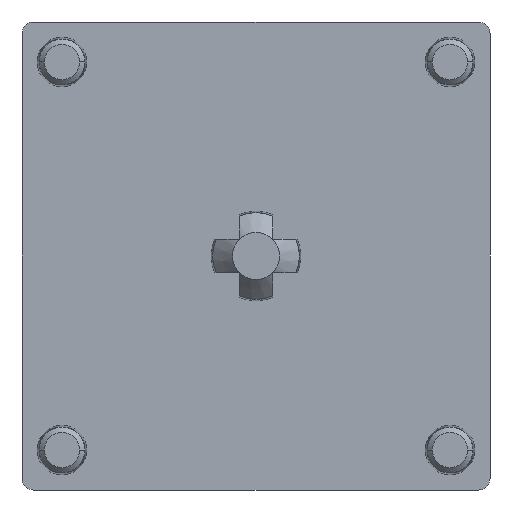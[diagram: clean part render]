
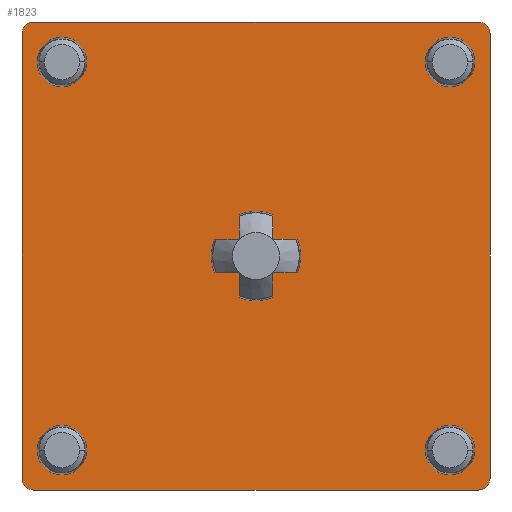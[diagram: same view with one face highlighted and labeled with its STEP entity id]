
A CAD part, front view. The second image highlights one B-rep face of the part: STEP entity #1823.
In plain terms, the highlighted planar face has unit normal (0, -1, 0).
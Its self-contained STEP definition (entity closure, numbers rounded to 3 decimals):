
#329=CARTESIAN_POINT('',(18.9,0.,-18.9));
#330=DIRECTION('',(0.,-1.,0.));
#331=DIRECTION('',(0.,0.,-1.));
#332=AXIS2_PLACEMENT_3D('',#329,#330,#331);
#338=DIRECTION('',(-1.,0.,0.));
#339=VECTOR('',#338,37.8);
#340=CARTESIAN_POINT('',(18.9,0.,-19.9));
#341=LINE('',#340,#339);
#345=CARTESIAN_POINT('',(-18.9,0.,-18.9));
#346=DIRECTION('',(0.,-1.,0.));
#347=DIRECTION('',(-1.,0.,0.));
#348=AXIS2_PLACEMENT_3D('',#345,#346,#347);
#353=DIRECTION('',(0.,0.,1.));
#354=VECTOR('',#353,37.8);
#355=CARTESIAN_POINT('',(-19.9,0.,-18.9));
#356=LINE('',#355,#354);
#360=CARTESIAN_POINT('',(-18.9,0.,18.9));
#361=DIRECTION('',(0.,-1.,0.));
#362=DIRECTION('',(0.,0.,1.));
#363=AXIS2_PLACEMENT_3D('',#360,#361,#362);
#368=DIRECTION('',(1.,0.,0.));
#369=VECTOR('',#368,37.8);
#370=CARTESIAN_POINT('',(-18.9,0.,19.9));
#371=LINE('',#370,#369);
#375=CARTESIAN_POINT('',(18.9,0.,18.9));
#376=DIRECTION('',(0.,-1.,0.));
#377=DIRECTION('',(1.,0.,0.));
#378=AXIS2_PLACEMENT_3D('',#375,#376,#377);
#383=DIRECTION('',(0.,0.,-1.));
#384=VECTOR('',#383,37.8);
#385=CARTESIAN_POINT('',(19.9,0.,18.9));
#386=LINE('',#385,#384);
#390=DIRECTION('',(1.,0.,0.));
#391=VECTOR('',#390,2.113);
#392=CARTESIAN_POINT('',(1.414,0.,1.414));
#393=LINE('',#392,#391);
#397=DIRECTION('',(0.,0.,-1.));
#398=VECTOR('',#397,2.113);
#399=CARTESIAN_POINT('',(1.414,0.,3.527));
#400=LINE('',#399,#398);
#404=CARTESIAN_POINT('',(0.,0.,0.));
#405=DIRECTION('',(0.,-1.,0.));
#406=DIRECTION('',(0.372,0.,0.928));
#407=AXIS2_PLACEMENT_3D('',#404,#405,#406);
#412=DIRECTION('',(0.,0.,1.));
#413=VECTOR('',#412,2.113);
#414=CARTESIAN_POINT('',(-1.414,0.,1.414));
#415=LINE('',#414,#413);
#419=DIRECTION('',(1.,0.,0.));
#420=VECTOR('',#419,2.113);
#421=CARTESIAN_POINT('',(-3.527,0.,1.414));
#422=LINE('',#421,#420);
#426=DIRECTION('',(-1.,0.,0.));
#427=VECTOR('',#426,2.113);
#428=CARTESIAN_POINT('',(-1.414,0.,-1.414));
#429=LINE('',#428,#427);
#433=DIRECTION('',(0.,0.,1.));
#434=VECTOR('',#433,2.113);
#435=CARTESIAN_POINT('',(-1.414,0.,-3.527));
#436=LINE('',#435,#434);
#440=CARTESIAN_POINT('',(0.,0.,0.));
#441=DIRECTION('',(0.,-1.,0.));
#442=DIRECTION('',(-0.372,0.,-0.928));
#443=AXIS2_PLACEMENT_3D('',#440,#441,#442);
#448=DIRECTION('',(0.,0.,-1.));
#449=VECTOR('',#448,2.113);
#450=CARTESIAN_POINT('',(1.414,0.,-1.414));
#451=LINE('',#450,#449);
#455=DIRECTION('',(-1.,0.,0.));
#456=VECTOR('',#455,2.113);
#457=CARTESIAN_POINT('',(3.527,0.,-1.414));
#458=LINE('',#457,#456);
#462=CARTESIAN_POINT('',(-16.5,0.,-16.5));
#463=DIRECTION('',(0.,-1.,0.));
#464=DIRECTION('',(1.,0.,0.));
#465=AXIS2_PLACEMENT_3D('',#462,#463,#464);
#470=CARTESIAN_POINT('',(-16.5,0.,-16.5));
#471=DIRECTION('',(0.,-1.,0.));
#472=DIRECTION('',(-1.,0.,0.));
#473=AXIS2_PLACEMENT_3D('',#470,#471,#472);
#478=CARTESIAN_POINT('',(16.5,0.,-16.5));
#479=DIRECTION('',(0.,1.,0.));
#480=DIRECTION('',(-1.,0.,0.));
#481=AXIS2_PLACEMENT_3D('',#478,#479,#480);
#486=CARTESIAN_POINT('',(16.5,0.,-16.5));
#487=DIRECTION('',(0.,1.,0.));
#488=DIRECTION('',(1.,0.,0.));
#489=AXIS2_PLACEMENT_3D('',#486,#487,#488);
#494=CARTESIAN_POINT('',(-16.5,0.,16.5));
#495=DIRECTION('',(0.,1.,0.));
#496=DIRECTION('',(1.,0.,0.));
#497=AXIS2_PLACEMENT_3D('',#494,#495,#496);
#502=CARTESIAN_POINT('',(-16.5,0.,16.5));
#503=DIRECTION('',(0.,1.,0.));
#504=DIRECTION('',(-1.,0.,0.));
#505=AXIS2_PLACEMENT_3D('',#502,#503,#504);
#510=CARTESIAN_POINT('',(16.5,0.,16.5));
#511=DIRECTION('',(0.,-1.,0.));
#512=DIRECTION('',(-1.,0.,0.));
#513=AXIS2_PLACEMENT_3D('',#510,#511,#512);
#518=CARTESIAN_POINT('',(16.5,0.,16.5));
#519=DIRECTION('',(0.,-1.,0.));
#520=DIRECTION('',(1.,0.,0.));
#521=AXIS2_PLACEMENT_3D('',#518,#519,#520);
#1070=CARTESIAN_POINT('',(-1.414,0.,3.527));
#1078=CARTESIAN_POINT('',(1.414,0.,3.527));
#1094=CARTESIAN_POINT('',(-1.414,0.,-3.527));
#1110=CARTESIAN_POINT('',(1.414,0.,-3.527));
#1118=CARTESIAN_POINT('',(0.,0.,0.));
#1119=DIRECTION('',(0.,1.,0.));
#1120=DIRECTION('',(-0.928,0.,-0.372));
#1121=AXIS2_PLACEMENT_3D('',#1118,#1119,#1120);
#1126=CARTESIAN_POINT('',(-3.527,0.,1.414));
#1134=CARTESIAN_POINT('',(-3.527,0.,-1.414));
#1142=CARTESIAN_POINT('',(3.527,0.,1.414));
#1150=CARTESIAN_POINT('',(0.,0.,0.));
#1151=DIRECTION('',(0.,1.,0.));
#1152=DIRECTION('',(0.928,0.,0.372));
#1153=AXIS2_PLACEMENT_3D('',#1150,#1151,#1152);
#1158=CARTESIAN_POINT('',(3.527,0.,-1.414));
#1614=CARTESIAN_POINT('',(-1.414,0.,-1.414));
#1615=VERTEX_POINT('',#1614);
#1616=CARTESIAN_POINT('',(-1.414,0.,1.414));
#1617=VERTEX_POINT('',#1616);
#1618=CARTESIAN_POINT('',(1.414,0.,-1.414));
#1619=VERTEX_POINT('',#1618);
#1620=CARTESIAN_POINT('',(1.414,0.,1.414));
#1621=VERTEX_POINT('',#1620);
#1622=VERTEX_POINT('',#1094);
#1624=VERTEX_POINT('',#1134);
#1626=VERTEX_POINT('',#1158);
#1628=VERTEX_POINT('',#1110);
#1630=VERTEX_POINT('',#1126);
#1632=VERTEX_POINT('',#1070);
#1634=VERTEX_POINT('',#1078);
#1636=VERTEX_POINT('',#1142);
#1638=CARTESIAN_POINT('',(18.9,0.,-19.9));
#1639=CARTESIAN_POINT('',(19.9,0.,-18.9));
#1640=VERTEX_POINT('',#1638);
#1641=VERTEX_POINT('',#1639);
#1642=CARTESIAN_POINT('',(-19.9,0.,-18.9));
#1643=CARTESIAN_POINT('',(-18.9,0.,-19.9));
#1644=VERTEX_POINT('',#1642);
#1645=VERTEX_POINT('',#1643);
#1646=CARTESIAN_POINT('',(-18.9,0.,19.9));
#1647=CARTESIAN_POINT('',(-19.9,0.,18.9));
#1648=VERTEX_POINT('',#1646);
#1649=VERTEX_POINT('',#1647);
#1650=CARTESIAN_POINT('',(19.9,0.,18.9));
#1651=CARTESIAN_POINT('',(18.9,0.,19.9));
#1652=VERTEX_POINT('',#1650);
#1653=VERTEX_POINT('',#1651);
#1710=CARTESIAN_POINT('',(-18.6,0.,-16.5));
#1711=VERTEX_POINT('',#1710);
#1712=CARTESIAN_POINT('',(-14.4,0.,-16.5));
#1713=VERTEX_POINT('',#1712);
#1722=CARTESIAN_POINT('',(18.6,0.,-16.5));
#1723=VERTEX_POINT('',#1722);
#1724=CARTESIAN_POINT('',(14.4,0.,-16.5));
#1725=VERTEX_POINT('',#1724);
#1734=CARTESIAN_POINT('',(-18.6,0.,16.5));
#1735=VERTEX_POINT('',#1734);
#1736=CARTESIAN_POINT('',(-14.4,0.,16.5));
#1737=VERTEX_POINT('',#1736);
#1746=CARTESIAN_POINT('',(18.6,0.,16.5));
#1747=VERTEX_POINT('',#1746);
#1748=CARTESIAN_POINT('',(14.4,0.,16.5));
#1749=VERTEX_POINT('',#1748);
#1750=CARTESIAN_POINT('',(0.,0.,0.));
#1751=DIRECTION('',(0.,1.,0.));
#1752=DIRECTION('',(1.,0.,0.));
#1753=AXIS2_PLACEMENT_3D('',#1750,#1751,#1752);
#1754=PLANE('',#1753);
#1756=ORIENTED_EDGE('',*,*,#1755,.F.);
#1758=ORIENTED_EDGE('',*,*,#1757,.T.);
#1760=ORIENTED_EDGE('',*,*,#1759,.F.);
#1762=ORIENTED_EDGE('',*,*,#1761,.T.);
#1764=ORIENTED_EDGE('',*,*,#1763,.F.);
#1766=ORIENTED_EDGE('',*,*,#1765,.T.);
#1768=ORIENTED_EDGE('',*,*,#1767,.F.);
#1770=ORIENTED_EDGE('',*,*,#1769,.T.);
#1771=EDGE_LOOP('',(#1756,#1758,#1760,#1762,#1764,#1766,#1768,#1770));
#1772=FACE_OUTER_BOUND('',#1771,.F.);
#1774=ORIENTED_EDGE('',*,*,#1773,.F.);
#1776=ORIENTED_EDGE('',*,*,#1775,.F.);
#1778=ORIENTED_EDGE('',*,*,#1777,.F.);
#1780=ORIENTED_EDGE('',*,*,#1779,.T.);
#1782=ORIENTED_EDGE('',*,*,#1781,.F.);
#1784=ORIENTED_EDGE('',*,*,#1783,.F.);
#1786=ORIENTED_EDGE('',*,*,#1785,.F.);
#1788=ORIENTED_EDGE('',*,*,#1787,.F.);
#1790=ORIENTED_EDGE('',*,*,#1789,.F.);
#1792=ORIENTED_EDGE('',*,*,#1791,.T.);
#1794=ORIENTED_EDGE('',*,*,#1793,.F.);
#1796=ORIENTED_EDGE('',*,*,#1795,.F.);
#1797=EDGE_LOOP('',(#1774,#1776,#1778,#1780,#1782,#1784,#1786,#1788,#1790,#1792,
#1794,#1796));
#1798=FACE_BOUND('',#1797,.F.);
#1800=ORIENTED_EDGE('',*,*,#1799,.T.);
#1802=ORIENTED_EDGE('',*,*,#1801,.T.);
#1803=EDGE_LOOP('',(#1800,#1802));
#1804=FACE_BOUND('',#1803,.F.);
#1806=ORIENTED_EDGE('',*,*,#1805,.F.);
#1808=ORIENTED_EDGE('',*,*,#1807,.F.);
#1809=EDGE_LOOP('',(#1806,#1808));
#1810=FACE_BOUND('',#1809,.F.);
#1812=ORIENTED_EDGE('',*,*,#1811,.F.);
#1814=ORIENTED_EDGE('',*,*,#1813,.F.);
#1815=EDGE_LOOP('',(#1812,#1814));
#1816=FACE_BOUND('',#1815,.F.);
#1818=ORIENTED_EDGE('',*,*,#1817,.T.);
#1820=ORIENTED_EDGE('',*,*,#1819,.T.);
#1821=EDGE_LOOP('',(#1818,#1820));
#1822=FACE_BOUND('',#1821,.F.);
#333=CIRCLE('',#332,1.);
#349=CIRCLE('',#348,1.);
#364=CIRCLE('',#363,1.);
#379=CIRCLE('',#378,1.);
#408=CIRCLE('',#407,3.8);
#444=CIRCLE('',#443,3.8);
#466=CIRCLE('',#465,2.1);
#474=CIRCLE('',#473,2.1);
#482=CIRCLE('',#481,2.1);
#490=CIRCLE('',#489,2.1);
#498=CIRCLE('',#497,2.1);
#506=CIRCLE('',#505,2.1);
#514=CIRCLE('',#513,2.1);
#522=CIRCLE('',#521,2.1);
#1122=CIRCLE('',#1121,3.8);
#1154=CIRCLE('',#1153,3.8);
#1755=EDGE_CURVE('',#1640,#1641,#333,.T.);
#1757=EDGE_CURVE('',#1640,#1645,#341,.T.);
#1759=EDGE_CURVE('',#1644,#1645,#349,.T.);
#1761=EDGE_CURVE('',#1644,#1649,#356,.T.);
#1763=EDGE_CURVE('',#1648,#1649,#364,.T.);
#1765=EDGE_CURVE('',#1648,#1653,#371,.T.);
#1767=EDGE_CURVE('',#1652,#1653,#379,.T.);
#1769=EDGE_CURVE('',#1652,#1641,#386,.T.);
#1773=EDGE_CURVE('',#1636,#1626,#1154,.T.);
#1775=EDGE_CURVE('',#1621,#1636,#393,.T.);
#1777=EDGE_CURVE('',#1634,#1621,#400,.T.);
#1779=EDGE_CURVE('',#1634,#1632,#408,.T.);
#1781=EDGE_CURVE('',#1617,#1632,#415,.T.);
#1783=EDGE_CURVE('',#1630,#1617,#422,.T.);
#1785=EDGE_CURVE('',#1624,#1630,#1122,.T.);
#1787=EDGE_CURVE('',#1615,#1624,#429,.T.);
#1789=EDGE_CURVE('',#1622,#1615,#436,.T.);
#1791=EDGE_CURVE('',#1622,#1628,#444,.T.);
#1793=EDGE_CURVE('',#1619,#1628,#451,.T.);
#1795=EDGE_CURVE('',#1626,#1619,#458,.T.);
#1799=EDGE_CURVE('',#1713,#1711,#466,.T.);
#1801=EDGE_CURVE('',#1711,#1713,#474,.T.);
#1805=EDGE_CURVE('',#1725,#1723,#482,.T.);
#1807=EDGE_CURVE('',#1723,#1725,#490,.T.);
#1811=EDGE_CURVE('',#1737,#1735,#498,.T.);
#1813=EDGE_CURVE('',#1735,#1737,#506,.T.);
#1817=EDGE_CURVE('',#1749,#1747,#514,.T.);
#1819=EDGE_CURVE('',#1747,#1749,#522,.T.);
#1823=ADVANCED_FACE('',(#1772,#1798,#1804,#1810,#1816,#1822),#1754,.F.);
